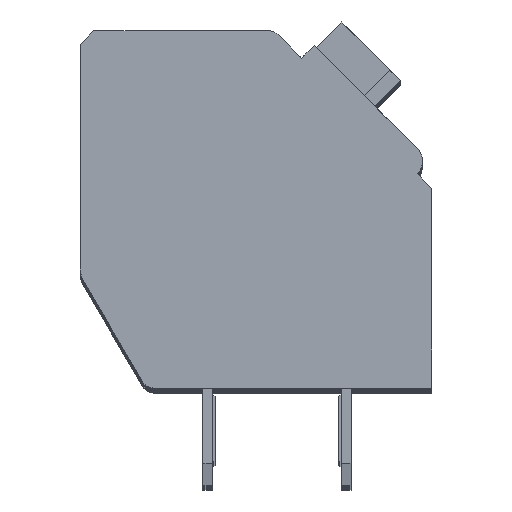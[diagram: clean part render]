
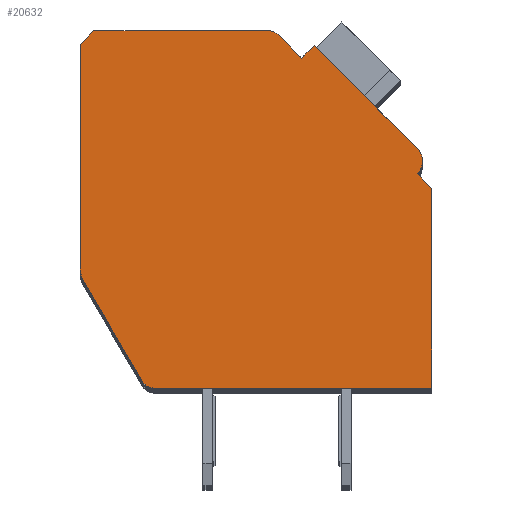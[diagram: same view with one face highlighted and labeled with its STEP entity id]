
A CAD part, top view. The second image highlights one B-rep face of the part: STEP entity #20632.
In plain terms, the highlighted planar face has unit normal (0, 0, 1).
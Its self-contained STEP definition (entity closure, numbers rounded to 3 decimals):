
#781=DIRECTION('',(0.,-1.,0.));
#782=VECTOR('',#781,8.053);
#783=CARTESIAN_POINT('',(-12.7,12.4,2.1));
#784=LINE('',#783,#782);
#785=DIRECTION('',(-0.707,-0.707,0.));
#786=VECTOR('',#785,0.707);
#787=CARTESIAN_POINT('',(-12.2,12.9,2.1));
#788=LINE('',#787,#786);
#789=DIRECTION('',(-1.,0.,0.));
#790=VECTOR('',#789,6.298);
#791=CARTESIAN_POINT('',(-5.902,12.9,2.1));
#792=LINE('',#791,#790);
#793=CARTESIAN_POINT('',(-5.902,12.4,2.1));
#794=DIRECTION('',(0.,0.,1.));
#795=DIRECTION('',(0.707,0.707,0.));
#796=AXIS2_PLACEMENT_3D('',#793,#794,#795);
#798=DIRECTION('',(-0.707,0.707,0.));
#799=VECTOR('',#798,1.197);
#800=CARTESIAN_POINT('',(-4.702,11.907,2.1));
#801=LINE('',#800,#799);
#802=DIRECTION('',(-0.707,-0.707,0.));
#803=VECTOR('',#802,0.65);
#804=CARTESIAN_POINT('',(-4.243,12.367,2.1));
#805=LINE('',#804,#803);
#806=DIRECTION('',(-0.707,0.707,0.));
#807=VECTOR('',#806,5.25);
#808=CARTESIAN_POINT('',(-0.53,8.655,2.1));
#809=LINE('',#808,#807);
#810=CARTESIAN_POINT('',(-0.99,8.195,2.1));
#811=DIRECTION('',(0.,0.,1.));
#812=DIRECTION('',(0.707,-0.707,0.));
#813=AXIS2_PLACEMENT_3D('',#810,#811,#812);
#815=DIRECTION('',(-0.707,0.707,0.));
#816=VECTOR('',#815,0.75);
#817=CARTESIAN_POINT('',(0.,7.205,2.1));
#818=LINE('',#817,#816);
#819=DIRECTION('',(0.,1.,0.));
#820=VECTOR('',#819,7.205);
#821=CARTESIAN_POINT('',(0.,0.,2.1));
#822=LINE('',#821,#820);
#823=DIRECTION('',(1.,0.,0.));
#824=VECTOR('',#823,10.014);
#825=CARTESIAN_POINT('',(-10.014,0.,2.1));
#826=LINE('',#825,#824);
#827=CARTESIAN_POINT('',(-10.014,0.5,2.1));
#828=DIRECTION('',(0.,0.,1.));
#829=DIRECTION('',(-0.862,-0.508,0.));
#830=AXIS2_PLACEMENT_3D('',#827,#828,#829);
#832=DIRECTION('',(0.508,-0.862,0.));
#833=VECTOR('',#832,4.17);
#834=CARTESIAN_POINT('',(-12.562,3.839,2.1));
#835=LINE('',#834,#833);
#836=CARTESIAN_POINT('',(-11.7,4.347,2.1));
#837=DIRECTION('',(0.,0.,1.));
#838=DIRECTION('',(-1.,0.,0.));
#839=AXIS2_PLACEMENT_3D('',#836,#837,#838);
#15185=CARTESIAN_POINT('',(-12.7,12.4,2.1));
#15186=CARTESIAN_POINT('',(-12.7,4.347,2.1));
#15187=VERTEX_POINT('',#15185);
#15188=VERTEX_POINT('',#15186);
#15189=CARTESIAN_POINT('',(-12.562,3.839,2.1));
#15190=VERTEX_POINT('',#15189);
#15191=CARTESIAN_POINT('',(-10.445,0.246,2.1));
#15192=VERTEX_POINT('',#15191);
#15193=CARTESIAN_POINT('',(-10.014,0.,2.1));
#15194=VERTEX_POINT('',#15193);
#15195=CARTESIAN_POINT('',(0.,0.,2.1));
#15196=VERTEX_POINT('',#15195);
#15197=CARTESIAN_POINT('',(0.,7.205,2.1));
#15198=VERTEX_POINT('',#15197);
#15199=CARTESIAN_POINT('',(-0.53,7.735,2.1));
#15200=VERTEX_POINT('',#15199);
#15201=CARTESIAN_POINT('',(-0.53,8.655,2.1));
#15202=VERTEX_POINT('',#15201);
#15203=CARTESIAN_POINT('',(-4.243,12.367,2.1));
#15204=VERTEX_POINT('',#15203);
#15205=CARTESIAN_POINT('',(-4.702,11.907,2.1));
#15206=VERTEX_POINT('',#15205);
#15207=CARTESIAN_POINT('',(-5.548,12.754,2.1));
#15208=VERTEX_POINT('',#15207);
#15209=CARTESIAN_POINT('',(-5.902,12.9,2.1));
#15210=VERTEX_POINT('',#15209);
#15211=CARTESIAN_POINT('',(-12.2,12.9,2.1));
#15212=VERTEX_POINT('',#15211);
#20600=CARTESIAN_POINT('',(0.,0.,2.1));
#20601=DIRECTION('',(0.,0.,1.));
#20602=DIRECTION('',(1.,0.,0.));
#20603=AXIS2_PLACEMENT_3D('',#20600,#20601,#20602);
#20604=PLANE('',#20603);
#20605=ORIENTED_EDGE('',*,*,#19899,.F.);
#20607=ORIENTED_EDGE('',*,*,#20606,.F.);
#20609=ORIENTED_EDGE('',*,*,#20608,.F.);
#20611=ORIENTED_EDGE('',*,*,#20610,.F.);
#20613=ORIENTED_EDGE('',*,*,#20612,.F.);
#20615=ORIENTED_EDGE('',*,*,#20614,.F.);
#20617=ORIENTED_EDGE('',*,*,#20616,.F.);
#20619=ORIENTED_EDGE('',*,*,#20618,.F.);
#20621=ORIENTED_EDGE('',*,*,#20620,.F.);
#20623=ORIENTED_EDGE('',*,*,#20622,.F.);
#20625=ORIENTED_EDGE('',*,*,#20624,.F.);
#20627=ORIENTED_EDGE('',*,*,#20626,.F.);
#20628=ORIENTED_EDGE('',*,*,#20281,.F.);
#20629=ORIENTED_EDGE('',*,*,#20039,.F.);
#20630=EDGE_LOOP('',(#20605,#20607,#20609,#20611,#20613,#20615,#20617,#20619,
#20621,#20623,#20625,#20627,#20628,#20629));
#20631=FACE_OUTER_BOUND('',#20630,.F.);
#797=CIRCLE('',#796,0.5);
#814=CIRCLE('',#813,0.65);
#831=CIRCLE('',#830,0.5);
#840=CIRCLE('',#839,1.);
#19899=EDGE_CURVE('',#15187,#15188,#784,.T.);
#20039=EDGE_CURVE('',#15188,#15190,#840,.T.);
#20281=EDGE_CURVE('',#15190,#15192,#835,.T.);
#20606=EDGE_CURVE('',#15212,#15187,#788,.T.);
#20608=EDGE_CURVE('',#15210,#15212,#792,.T.);
#20610=EDGE_CURVE('',#15208,#15210,#797,.T.);
#20612=EDGE_CURVE('',#15206,#15208,#801,.T.);
#20614=EDGE_CURVE('',#15204,#15206,#805,.T.);
#20616=EDGE_CURVE('',#15202,#15204,#809,.T.);
#20618=EDGE_CURVE('',#15200,#15202,#814,.T.);
#20620=EDGE_CURVE('',#15198,#15200,#818,.T.);
#20622=EDGE_CURVE('',#15196,#15198,#822,.T.);
#20624=EDGE_CURVE('',#15194,#15196,#826,.T.);
#20626=EDGE_CURVE('',#15192,#15194,#831,.T.);
#20632=ADVANCED_FACE('',(#20631),#20604,.T.);
